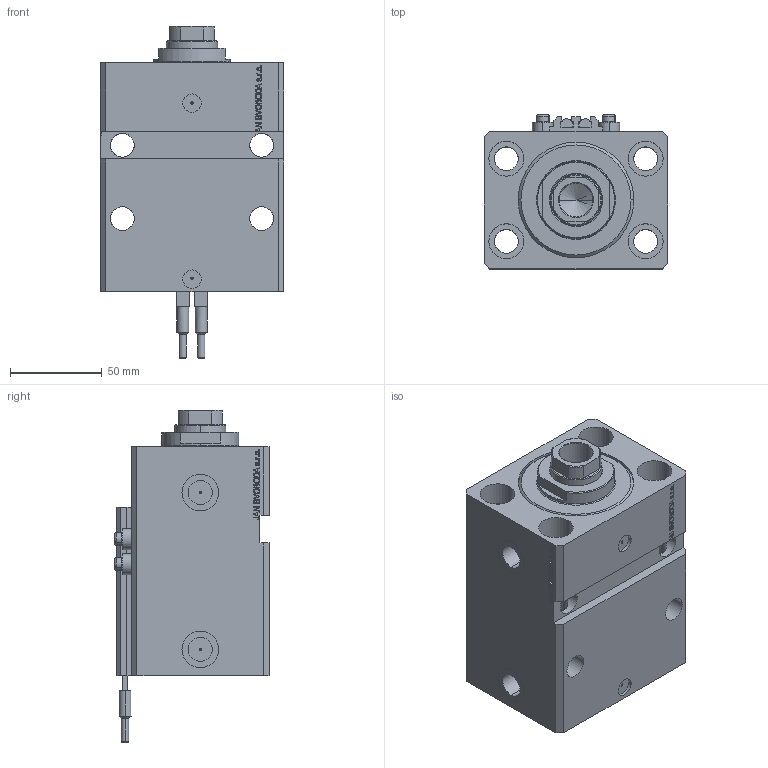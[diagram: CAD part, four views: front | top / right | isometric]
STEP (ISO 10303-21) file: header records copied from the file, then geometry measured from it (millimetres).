
FILE_DESCRIPTION (( 'STEP AP203' ), '1' );
FILE_NAME ('ca2c.STEP', '2026-01-14T06:01:49', ( '' ), ( '' ), 'SwSTEP 2.0', 'SolidWorks 2019', '' );
FILE_SCHEMA (( 'CONFIG_CONTROL_DESIGN' ));
Length unit declared in the file: millimetre
Products named in the file (6): V250CE_VC_E 969889e525deed6dd0f1f06423435e96; ALLEN BOLT V250CE 969889e525deed6dd0f1f06423435e96; V250CE_E_Body 969889e525deed6dd0f1f06423435e96; V250CE_C_VCP 969889e525deed6dd0f1f06423435e96; SWITCH_V250CE 969889e525deed6dd0f1f06423435e96; ca2c
Assembly tree (9 placements, depth 2):
  ca2c
    V250CE_E_Body 969889e525deed6dd0f1f06423435e96
    ALLEN BOLT V250CE 969889e525deed6dd0f1f06423435e96  x4
    V250CE_C_VCP 969889e525deed6dd0f1f06423435e96
    V250CE_VC_E 969889e525deed6dd0f1f06423435e96
    SWITCH_V250CE 969889e525deed6dd0f1f06423435e96  x2
Bounding box: 100 x 84 x 181 mm (x, y, z)
Volume: 772385.3 mm3; surface area: 153099.8 mm2
Topology: 10 solids, 10 shells, 1160 faces, 2884 edges, 1851 vertices
Faces by surface type: plane 567, bspline 357, cylinder 158, cone 60, torus 18
Entity records: 48991 total; most frequent: CARTESIAN_POINT 25153, ORIENTED_EDGE 5350, DIRECTION 3585, EDGE_CURVE 2675, VERTEX_POINT 1737, VECTOR 1639, LINE 1639, EDGE_LOOP 1196
